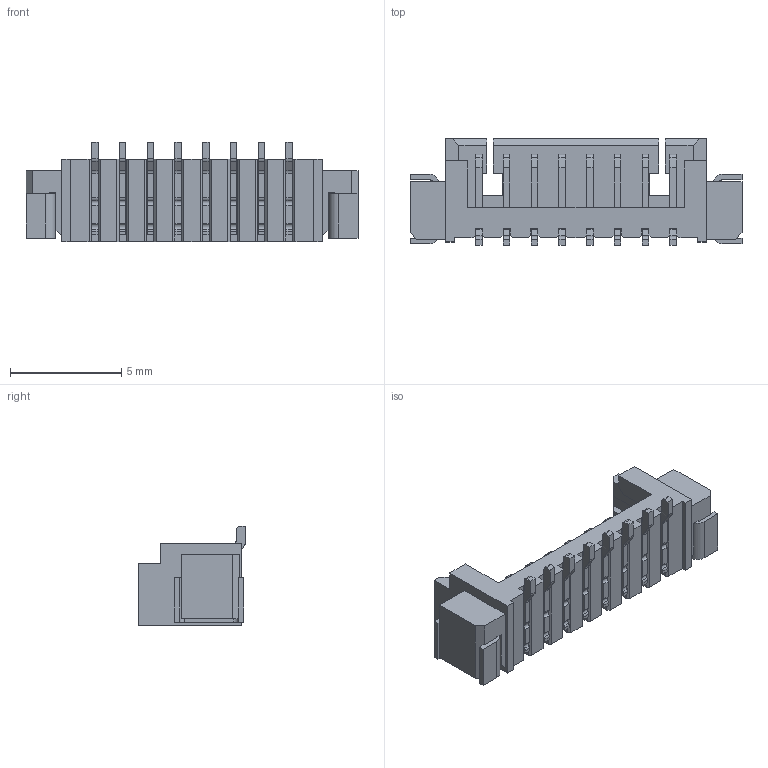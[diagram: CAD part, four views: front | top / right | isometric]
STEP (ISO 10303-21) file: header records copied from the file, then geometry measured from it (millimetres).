
FILE_DESCRIPTION( ('This file contains a STEP AP42 implementation' ,'as created by ZW3D STEP Interface translator.') ,'2;1' );
FILE_NAME( 'WF1251-WMXXWR1.stp' ,'23 411.1759 4', (''), ('ZWCAD Software Co.'), 'Version 1.0', 'ZW3D to STEP translator', '' );
FILE_SCHEMA(('AUTOMOTIVE_DESIGN { 1 0 10303 214 1 1 1 1 }'));
Length unit declared in the file: millimetre
Products named in the file (2): 0; WF1251-WMXXWR1
Bounding box: 14.95 x 4.8 x 4.46 mm (x, y, z)
Volume: 112.4 mm3; surface area: 408.2 mm2
Topology: 1 solids, 1 shells, 430 faces, 1217 edges, 797 vertices
Faces by surface type: plane 318, cylinder 112
Entity records: 14307 total; most frequent: ORIENTED_EDGE 2448, CARTESIAN_POINT 2445, DIRECTION 2308, EDGE_CURVE 1217, VECTOR 988, LINE 988, VERTEX_POINT 797, AXIS2_PLACEMENT_3D 660
